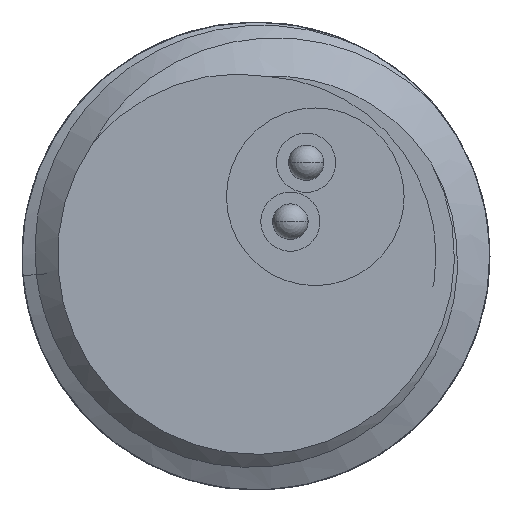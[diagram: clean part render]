
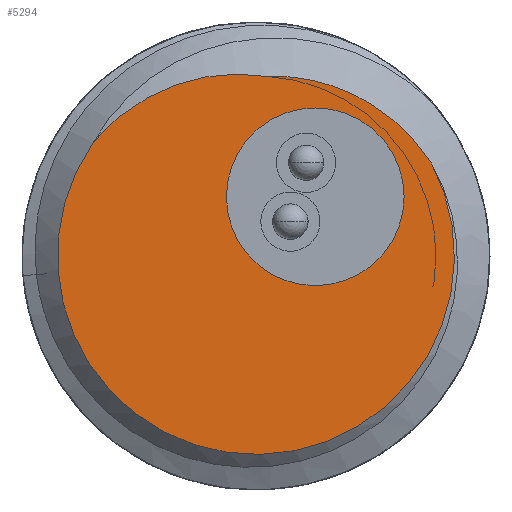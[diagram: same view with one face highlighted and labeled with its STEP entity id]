
A CAD part, front view. The second image highlights one B-rep face of the part: STEP entity #5294.
In plain terms, the highlighted planar face has unit normal (0, -1, 0).
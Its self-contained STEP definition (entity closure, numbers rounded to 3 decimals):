
#2068=CARTESIAN_POINT('',(2.959,0.,1.57));
#2069=CARTESIAN_POINT('',(2.856,0.,1.729));
#2070=CARTESIAN_POINT('',(2.634,0.,2.01));
#2071=CARTESIAN_POINT('',(2.273,0.,2.344));
#2072=CARTESIAN_POINT('',(1.919,0.,2.589));
#2073=CARTESIAN_POINT('',(1.575,0.,2.768));
#2074=CARTESIAN_POINT('',(1.237,0.,2.896));
#2075=CARTESIAN_POINT('',(0.896,0.,2.983));
#2076=CARTESIAN_POINT('',(0.543,0.,3.032));
#2077=CARTESIAN_POINT('',(0.305,0.,3.037));
#2078=CARTESIAN_POINT('',(0.185,0.,3.032));
#2080=CARTESIAN_POINT('',(0.185,0.,3.032));
#2081=CARTESIAN_POINT('',(0.038,0.,3.056));
#2082=CARTESIAN_POINT('',(-0.255,0.,3.082));
#2083=CARTESIAN_POINT('',(-0.702,0.,3.056));
#2084=CARTESIAN_POINT('',(-1.134,0.,2.969));
#2085=CARTESIAN_POINT('',(-1.548,0.,2.823));
#2086=CARTESIAN_POINT('',(-1.955,0.,2.614));
#2087=CARTESIAN_POINT('',(-2.359,0.,2.325));
#2088=CARTESIAN_POINT('',(-2.621,0.,2.067));
#2089=CARTESIAN_POINT('',(-2.746,0.,1.918));
#2091=CARTESIAN_POINT('',(1.,0.,1.));
#2092=DIRECTION('',(0.,-1.,0.));
#2093=DIRECTION('',(-1.,0.,0.));
#2094=AXIS2_PLACEMENT_3D('',#2091,#2092,#2093);
#2096=CARTESIAN_POINT('',(1.,0.,1.));
#2097=DIRECTION('',(0.,-1.,0.));
#2098=DIRECTION('',(1.,0.,0.));
#2099=AXIS2_PLACEMENT_3D('',#2096,#2097,#2098);
#2137=CARTESIAN_POINT('',(0.,0.,0.));
#2138=DIRECTION('',(0.,-1.,0.));
#2139=DIRECTION('',(-0.82,0.,0.573));
#2140=AXIS2_PLACEMENT_3D('',#2137,#2138,#2139);
#4445=VERTEX_POINT('',#2068);
#4446=VERTEX_POINT('',#2078);
#4447=VERTEX_POINT('',#2089);
#4594=CARTESIAN_POINT('',(-0.5,0.,1.));
#4595=CARTESIAN_POINT('',(2.5,0.,1.));
#4596=VERTEX_POINT('',#4594);
#4597=VERTEX_POINT('',#4595);
#5276=CARTESIAN_POINT('',(0.,0.,0.));
#5277=DIRECTION('',(0.,1.,0.));
#5278=DIRECTION('',(1.,0.,0.));
#5279=AXIS2_PLACEMENT_3D('',#5276,#5277,#5278);
#5280=PLANE('',#5279);
#5282=ORIENTED_EDGE('',*,*,#5281,.F.);
#5284=ORIENTED_EDGE('',*,*,#5283,.F.);
#5285=ORIENTED_EDGE('',*,*,#5264,.F.);
#5286=EDGE_LOOP('',(#5282,#5284,#5285));
#5287=FACE_OUTER_BOUND('',#5286,.F.);
#5289=ORIENTED_EDGE('',*,*,#5288,.T.);
#5291=ORIENTED_EDGE('',*,*,#5290,.T.);
#5292=EDGE_LOOP('',(#5289,#5291));
#5293=FACE_BOUND('',#5292,.F.);
#5294=ADVANCED_FACE('',(#5287,#5293),#5280,.F.);
#2079=B_SPLINE_CURVE_WITH_KNOTS('',3,(#2068,#2069,#2070,#2071,#2072,#2073,#2074,
#2075,#2076,#2077,#2078),.UNSPECIFIED.,.F.,.F.,(4,1,1,1,1,1,1,1,4),(0.,
0.125,0.25,0.375,0.5,0.625,0.75,0.875,1.),.UNSPECIFIED.);
#2090=B_SPLINE_CURVE_WITH_KNOTS('',3,(#2080,#2081,#2082,#2083,#2084,#2085,#2086,
#2087,#2088,#2089),.UNSPECIFIED.,.F.,.F.,(4,1,1,1,1,1,1,4),(0.,
0.143,0.286,0.429,0.571,
0.714,0.857,1.),.UNSPECIFIED.);
#2095=CIRCLE('',#2094,1.5);
#2100=CIRCLE('',#2099,1.5);
#2141=CIRCLE('',#2140,3.35);
#5264=EDGE_CURVE('',#4446,#4447,#2090,.T.);
#5281=EDGE_CURVE('',#4445,#4446,#2079,.T.);
#5283=EDGE_CURVE('',#4447,#4445,#2141,.T.);
#5288=EDGE_CURVE('',#4596,#4597,#2095,.T.);
#5290=EDGE_CURVE('',#4597,#4596,#2100,.T.);
